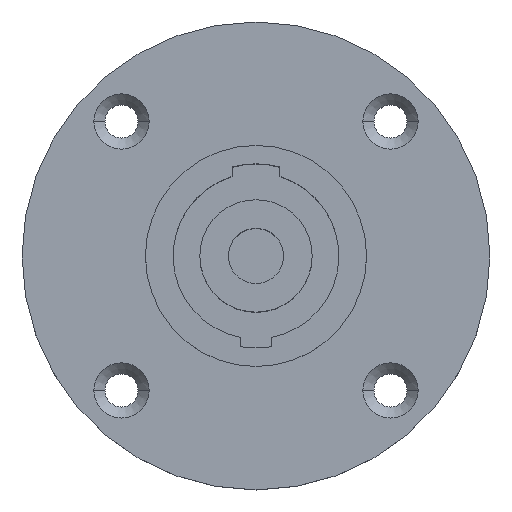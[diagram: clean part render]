
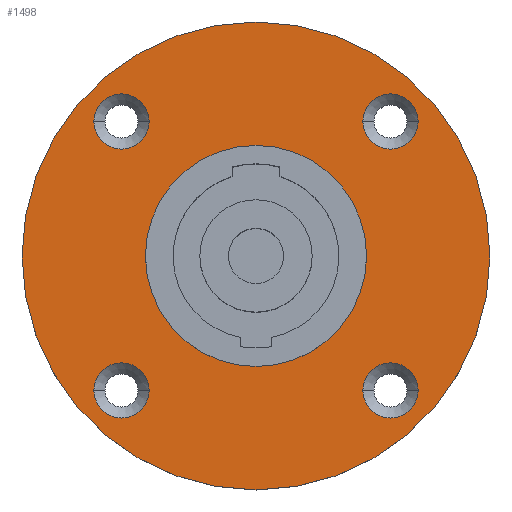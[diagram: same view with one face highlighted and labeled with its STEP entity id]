
A CAD part, top view. The second image highlights one B-rep face of the part: STEP entity #1498.
In plain terms, the highlighted planar face has unit normal (0, 0, 1).
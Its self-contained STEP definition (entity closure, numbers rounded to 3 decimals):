
#263=CARTESIAN_POINT('',(0.,0.,4.5));
#264=DIRECTION('',(0.,0.,-1.));
#265=DIRECTION('',(0.,1.,0.));
#266=AXIS2_PLACEMENT_3D('',#263,#264,#265);
#268=CARTESIAN_POINT('',(0.,0.,4.5));
#269=DIRECTION('',(0.,0.,1.));
#270=DIRECTION('',(0.,1.,0.));
#271=AXIS2_PLACEMENT_3D('',#268,#269,#270);
#273=CARTESIAN_POINT('',(-14.6,14.6,4.5));
#274=DIRECTION('',(0.,0.,-1.));
#275=DIRECTION('',(-1.,0.,0.));
#276=AXIS2_PLACEMENT_3D('',#273,#274,#275);
#278=CARTESIAN_POINT('',(-14.6,14.6,4.5));
#279=DIRECTION('',(0.,0.,-1.));
#280=DIRECTION('',(1.,0.,0.));
#281=AXIS2_PLACEMENT_3D('',#278,#279,#280);
#283=CARTESIAN_POINT('',(14.6,14.6,4.5));
#284=DIRECTION('',(0.,0.,-1.));
#285=DIRECTION('',(-1.,0.,0.));
#286=AXIS2_PLACEMENT_3D('',#283,#284,#285);
#288=CARTESIAN_POINT('',(14.6,14.6,4.5));
#289=DIRECTION('',(0.,0.,-1.));
#290=DIRECTION('',(1.,0.,0.));
#291=AXIS2_PLACEMENT_3D('',#288,#289,#290);
#293=CARTESIAN_POINT('',(14.6,-14.6,4.5));
#294=DIRECTION('',(0.,0.,-1.));
#295=DIRECTION('',(1.,0.,0.));
#296=AXIS2_PLACEMENT_3D('',#293,#294,#295);
#298=CARTESIAN_POINT('',(14.6,-14.6,4.5));
#299=DIRECTION('',(0.,0.,-1.));
#300=DIRECTION('',(-1.,0.,0.));
#301=AXIS2_PLACEMENT_3D('',#298,#299,#300);
#303=CARTESIAN_POINT('',(-14.6,-14.6,4.5));
#304=DIRECTION('',(0.,0.,-1.));
#305=DIRECTION('',(1.,0.,0.));
#306=AXIS2_PLACEMENT_3D('',#303,#304,#305);
#308=CARTESIAN_POINT('',(-14.6,-14.6,4.5));
#309=DIRECTION('',(0.,0.,-1.));
#310=DIRECTION('',(-1.,0.,0.));
#311=AXIS2_PLACEMENT_3D('',#308,#309,#310);
#321=CARTESIAN_POINT('',(0.,0.,4.5));
#322=DIRECTION('',(0.,0.,1.));
#323=DIRECTION('',(0.,1.,0.));
#324=AXIS2_PLACEMENT_3D('',#321,#322,#323);
#326=CARTESIAN_POINT('',(0.,0.,4.5));
#327=DIRECTION('',(0.,0.,-1.));
#328=DIRECTION('',(0.,1.,0.));
#329=AXIS2_PLACEMENT_3D('',#326,#327,#328);
#962=CARTESIAN_POINT('',(0.,25.4,4.5));
#964=VERTEX_POINT('',#962);
#965=CARTESIAN_POINT('',(0.,12.,4.5));
#967=VERTEX_POINT('',#965);
#982=CARTESIAN_POINT('',(0.,-25.4,4.5));
#984=VERTEX_POINT('',#982);
#985=CARTESIAN_POINT('',(0.,-12.,4.5));
#987=VERTEX_POINT('',#985);
#1033=CARTESIAN_POINT('',(-17.6,14.6,4.5));
#1034=CARTESIAN_POINT('',(-11.6,14.6,4.5));
#1035=VERTEX_POINT('',#1033);
#1036=VERTEX_POINT('',#1034);
#1229=CARTESIAN_POINT('',(11.6,14.6,4.5));
#1230=CARTESIAN_POINT('',(17.6,14.6,4.5));
#1231=VERTEX_POINT('',#1229);
#1232=VERTEX_POINT('',#1230);
#1237=CARTESIAN_POINT('',(17.6,-14.6,4.5));
#1238=CARTESIAN_POINT('',(11.6,-14.6,4.5));
#1239=VERTEX_POINT('',#1237);
#1240=VERTEX_POINT('',#1238);
#1245=CARTESIAN_POINT('',(-11.6,-14.6,4.5));
#1246=CARTESIAN_POINT('',(-17.6,-14.6,4.5));
#1247=VERTEX_POINT('',#1245);
#1248=VERTEX_POINT('',#1246);
#1459=CARTESIAN_POINT('',(0.,0.,4.5));
#1460=DIRECTION('',(0.,0.,-1.));
#1461=DIRECTION('',(0.,-1.,0.));
#1462=AXIS2_PLACEMENT_3D('',#1459,#1460,#1461);
#1463=PLANE('',#1462);
#1464=ORIENTED_EDGE('',*,*,#1454,.T.);
#1465=ORIENTED_EDGE('',*,*,#1438,.F.);
#1466=EDGE_LOOP('',(#1464,#1465));
#1467=FACE_OUTER_BOUND('',#1466,.F.);
#1469=ORIENTED_EDGE('',*,*,#1468,.T.);
#1471=ORIENTED_EDGE('',*,*,#1470,.F.);
#1472=EDGE_LOOP('',(#1469,#1471));
#1473=FACE_BOUND('',#1472,.F.);
#1475=ORIENTED_EDGE('',*,*,#1474,.F.);
#1477=ORIENTED_EDGE('',*,*,#1476,.F.);
#1478=EDGE_LOOP('',(#1475,#1477));
#1479=FACE_BOUND('',#1478,.F.);
#1481=ORIENTED_EDGE('',*,*,#1480,.F.);
#1483=ORIENTED_EDGE('',*,*,#1482,.F.);
#1484=EDGE_LOOP('',(#1481,#1483));
#1485=FACE_BOUND('',#1484,.F.);
#1487=ORIENTED_EDGE('',*,*,#1486,.F.);
#1489=ORIENTED_EDGE('',*,*,#1488,.F.);
#1490=EDGE_LOOP('',(#1487,#1489));
#1491=FACE_BOUND('',#1490,.F.);
#1493=ORIENTED_EDGE('',*,*,#1492,.F.);
#1495=ORIENTED_EDGE('',*,*,#1494,.F.);
#1496=EDGE_LOOP('',(#1493,#1495));
#1497=FACE_BOUND('',#1496,.F.);
#1498=ADVANCED_FACE('',(#1467,#1473,#1479,#1485,#1491,#1497),#1463,.F.);
#267=CIRCLE('',#266,25.4);
#272=CIRCLE('',#271,25.4);
#277=CIRCLE('',#276,3.);
#282=CIRCLE('',#281,3.);
#287=CIRCLE('',#286,3.);
#292=CIRCLE('',#291,3.);
#297=CIRCLE('',#296,3.);
#302=CIRCLE('',#301,3.);
#307=CIRCLE('',#306,3.);
#312=CIRCLE('',#311,3.);
#325=CIRCLE('',#324,12.);
#330=CIRCLE('',#329,12.);
#1438=EDGE_CURVE('',#964,#984,#272,.T.);
#1454=EDGE_CURVE('',#964,#984,#267,.T.);
#1468=EDGE_CURVE('',#967,#987,#325,.T.);
#1470=EDGE_CURVE('',#967,#987,#330,.T.);
#1474=EDGE_CURVE('',#1035,#1036,#277,.T.);
#1476=EDGE_CURVE('',#1036,#1035,#282,.T.);
#1480=EDGE_CURVE('',#1231,#1232,#287,.T.);
#1482=EDGE_CURVE('',#1232,#1231,#292,.T.);
#1486=EDGE_CURVE('',#1239,#1240,#297,.T.);
#1488=EDGE_CURVE('',#1240,#1239,#302,.T.);
#1492=EDGE_CURVE('',#1247,#1248,#307,.T.);
#1494=EDGE_CURVE('',#1248,#1247,#312,.T.);
